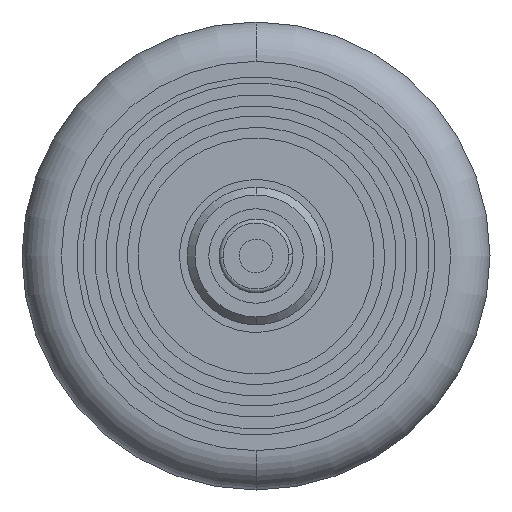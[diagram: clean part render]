
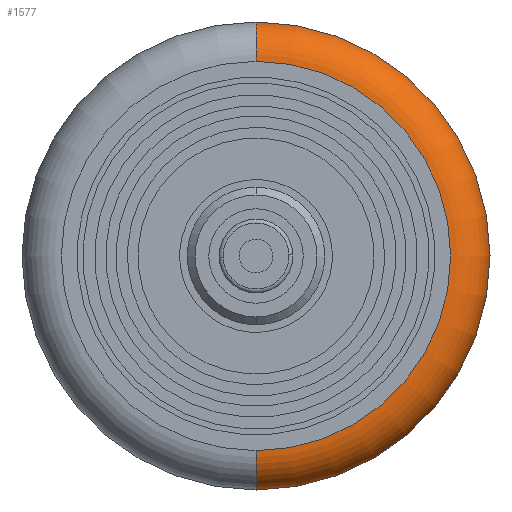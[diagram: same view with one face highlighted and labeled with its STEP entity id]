
A CAD part, front view. The second image highlights one B-rep face of the part: STEP entity #1577.
In plain terms, the highlighted toroidal (fillet/blend) face has major radius 6.287 mm and minor radius 1.27 mm.
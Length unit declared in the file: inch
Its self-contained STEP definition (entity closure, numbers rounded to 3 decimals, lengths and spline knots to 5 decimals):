
#1577 = ADVANCED_FACE ( 'NONE', ( #4317 ), #4379, .T. ) ;
#1578 = VERTEX_POINT ( 'NONE', #4374 ) ;
#1579 = ORIENTED_EDGE ( 'NONE', *, *, #1580, .T. ) ;
#1580 = EDGE_CURVE ( 'NONE', #1655, #1581, #4373, .T. ) ;
#1581 = VERTEX_POINT ( 'NONE', #4368 ) ;
#1582 = ORIENTED_EDGE ( 'NONE', *, *, #1584, .F. ) ;
#1583 = VERTEX_POINT ( 'NONE', #4431 ) ;
#1584 = EDGE_CURVE ( 'NONE', #1583, #1581, #4429, .T. ) ;
#1585 = ORIENTED_EDGE ( 'NONE', *, *, #1586, .F. ) ;
#1586 = EDGE_CURVE ( 'NONE', #1578, #1583, #4424, .T. ) ;
#1652 = EDGE_LOOP ( 'NONE', ( #1653, #1579, #1582, #1585 ) ) ;
#1653 = ORIENTED_EDGE ( 'NONE', *, *, #1654, .F. ) ;
#1654 = EDGE_CURVE ( 'NONE', #1655, #1578, #4589, .T. ) ;
#1655 = VERTEX_POINT ( 'NONE', #4590 ) ;
#4317 = FACE_OUTER_BOUND ( 'NONE', #1652, .T. ) ;
#4368 = CARTESIAN_POINT ( 'NONE',  ( 0., 0.05, -0.2975 ) ) ;
#4369 = DIRECTION ( 'NONE',  ( 0., 0., -1. ) ) ;
#4370 = DIRECTION ( 'NONE',  ( 1., 0., 0. ) ) ;
#4371 = CARTESIAN_POINT ( 'NONE',  ( 0., 0.05, -0.2475 ) ) ;
#4372 = AXIS2_PLACEMENT_3D ( 'NONE', #4371, #4370, #4369 ) ;
#4373 = CIRCLE ( 'NONE', #4372, 0.05 ) ;
#4374 = CARTESIAN_POINT ( 'NONE',  ( 0., 0., 0.2475 ) ) ;
#4375 = DIRECTION ( 'NONE',  ( 0., 0., 1. ) ) ;
#4376 = DIRECTION ( 'NONE',  ( 0., 1., 0. ) ) ;
#4377 = CARTESIAN_POINT ( 'NONE',  ( 0., 0.05, 0. ) ) ;
#4378 = AXIS2_PLACEMENT_3D ( 'NONE', #4377, #4376, #4375 ) ;
#4379 = TOROIDAL_SURFACE ( 'NONE', #4378, 0.2475, 0.05 ) ;
#4421 = DIRECTION ( 'NONE',  ( 0., 0., 1. ) ) ;
#4422 = DIRECTION ( 'NONE',  ( -1., 0., 0. ) ) ;
#4423 = AXIS2_PLACEMENT_3D ( 'NONE', #4430, #4422, #4421 ) ;
#4424 = CIRCLE ( 'NONE', #4423, 0.05 ) ;
#4425 = DIRECTION ( 'NONE',  ( 0., 0., 1. ) ) ;
#4426 = DIRECTION ( 'NONE',  ( 0., 1., 0. ) ) ;
#4427 = CARTESIAN_POINT ( 'NONE',  ( 0., 0.05, 0. ) ) ;
#4428 = AXIS2_PLACEMENT_3D ( 'NONE', #4427, #4426, #4425 ) ;
#4429 = CIRCLE ( 'NONE', #4428, 0.2975 ) ;
#4430 = CARTESIAN_POINT ( 'NONE',  ( 0., 0.05, 0.2475 ) ) ;
#4431 = CARTESIAN_POINT ( 'NONE',  ( 0., 0.05, 0.2975 ) ) ;
#4586 = DIRECTION ( 'NONE',  ( 0., 0., 1. ) ) ;
#4587 = DIRECTION ( 'NONE',  ( 0., -1., 0. ) ) ;
#4588 = AXIS2_PLACEMENT_3D ( 'NONE', #4595, #4587, #4586 ) ;
#4589 = CIRCLE ( 'NONE', #4588, 0.2475 ) ;
#4590 = CARTESIAN_POINT ( 'NONE',  ( 0., 0., -0.2475 ) ) ;
#4595 = CARTESIAN_POINT ( 'NONE',  ( 0., 0., 0. ) ) ;
